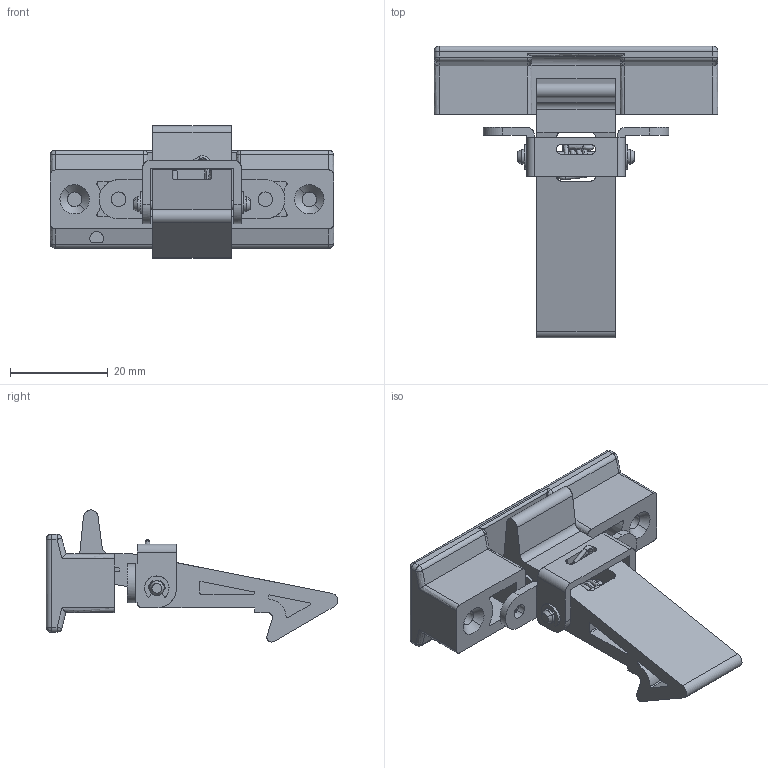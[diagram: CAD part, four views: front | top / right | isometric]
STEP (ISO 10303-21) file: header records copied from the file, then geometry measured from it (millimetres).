
FILE_DESCRIPTION((''),'2;1');
FILE_NAME('','2009-04-17T14:28:07',(''),(''),'','CADfix','');
FILE_SCHEMA(('AUTOMOTIVE_DESIGN { 1 0 10303 214 1 1 1 1 }'));
Length unit declared in the file: millimetre
Bounding box: 58 x 59.6 x 27 mm (x, y, z)
Volume: 14407.4 mm3; surface area: 10599.6 mm2
Topology: 7 solids, 7 shells, 270 faces, 815 edges, 570 vertices
Faces by surface type: bspline 270
Entity records: 12761 total; most frequent: CARTESIAN_POINT 7840, ORIENTED_EDGE 1630, EDGE_CURVE 815, VERTEX_POINT 570, B_SPLINE_CURVE_WITH_KNOTS 409, QUASI_UNIFORM_CURVE 396, EDGE_LOOP 297, FACE_OUTER_BOUND 270
